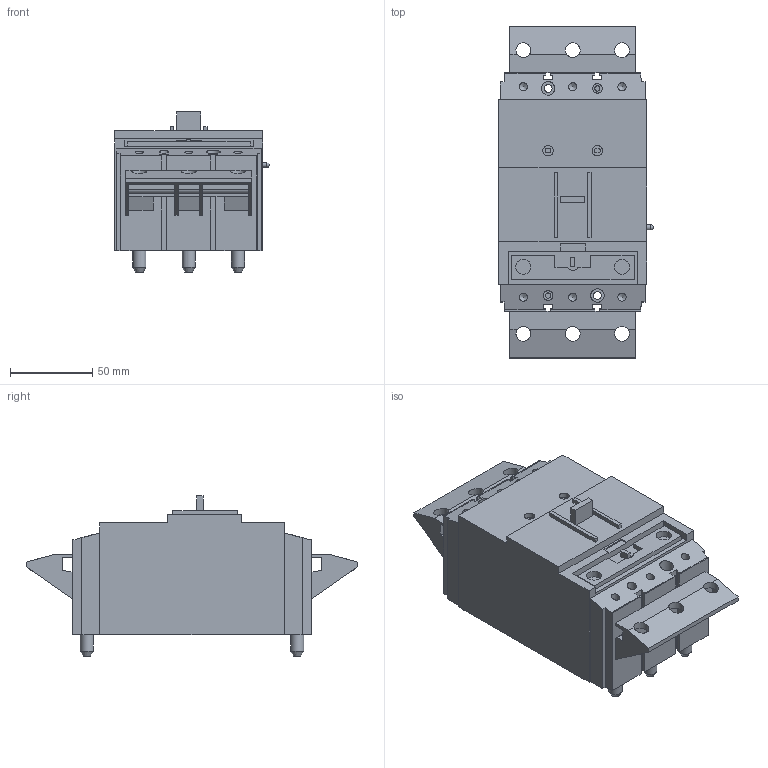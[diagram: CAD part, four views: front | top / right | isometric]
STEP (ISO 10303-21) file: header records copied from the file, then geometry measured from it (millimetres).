
FILE_DESCRIPTION(/* description */ ('STEP AP214'),/* implementation_level */ '2;1');
FILE_NAME(/* name */ 'eaton-molded-case-switches-mcad-3d-models-nzm1-xsve',/* time_stamp */ '2025-07-17T10:06:14+02:00',/* author */ ('License CC BY-ND 4.0'),/* organization */ ('CADENAS'),/* preprocessor_version */ 'ST-DEVELOPER v19.3',/* originating_system */ 'PARTsolutions',/* authorisation */ ' ');
FILE_SCHEMA (('AUTOMOTIVE_DESIGN {1 0 10303 214 3 1 1}'));
Length unit declared in the file: millimetre
Products named in the file (4): 112795; 112706_p1; 112706_p2; 112706_p3
Assembly tree (4 placements, depth 2):
  112795
    112706_p1
    112706_p2  x2
    112706_p3
Bounding box: 94 x 201.99 x 97.52 mm (x, y, z)
Volume: 855299 mm3; surface area: 131139.6 mm2
Topology: 4 solids, 4 shells, 486 faces, 1283 edges, 843 vertices
Faces by surface type: plane 409, cylinder 64, cone 12, sphere 1
Full cylindrical faces by diameter (mm): 3 x1, 3.2 x2, 3.5 x4, 4.833 x2, 5 x6, 5.188 x6, 5.8 x2, 6 x4, 6.3 x2, 8 x6, 8.2 x2, 9.046 x6, 9.2 x4, 12 x6
Entity records: 10051 total; most frequent: CARTESIAN_POINT 1745, ORIENTED_EDGE 1664, DIRECTION 1604, EDGE_CURVE 832, LINE 744, VECTOR 744, VERTEX_POINT 571, AXIS2_PLACEMENT_3D 430
